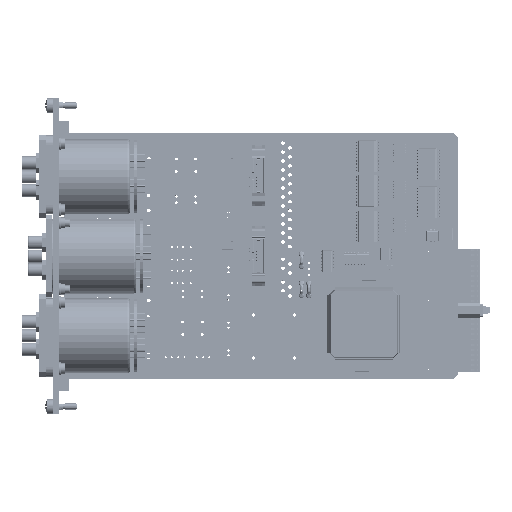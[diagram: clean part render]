
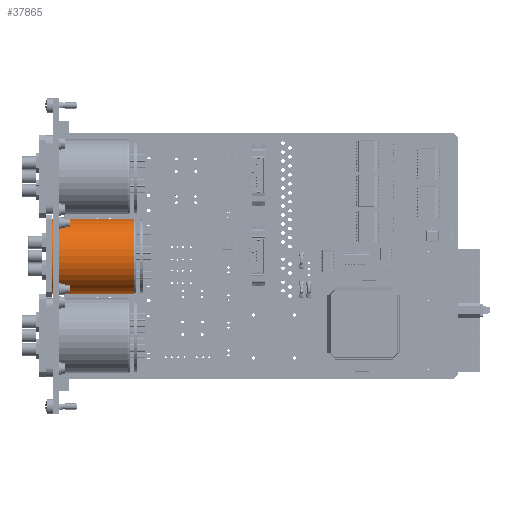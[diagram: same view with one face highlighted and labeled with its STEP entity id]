
A CAD part, top view. The second image highlights one B-rep face of the part: STEP entity #37865.
In plain terms, the highlighted cylindrical face has radius 15.25 mm (diameter 30.5 mm), a full revolution.
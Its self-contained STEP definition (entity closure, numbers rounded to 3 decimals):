
#2931 = CARTESIAN_POINT ( 'NONE',  ( -68.764, 44.966, 73.132 ) ) ;
#22841 = CIRCLE ( 'NONE', #109872, 15.25 ) ;
#35136 = ORIENTED_EDGE ( 'NONE', *, *, #36770, .T. ) ;
#35680 = ORIENTED_EDGE ( 'NONE', *, *, #104660, .T. ) ;
#36770 = EDGE_CURVE ( 'NONE', #155257, #155257, #22841, .T. ) ;
#37865 = ADVANCED_FACE ( 'NONE', ( #243925, #243909 ), #243972, .T. ) ;
#92390 = EDGE_LOOP ( 'NONE', ( #35680 ) ) ;
#92792 = EDGE_LOOP ( 'NONE', ( #35136 ) ) ;
#104660 = EDGE_CURVE ( 'NONE', #190104, #190104, #230634, .T. ) ;
#109872 = AXIS2_PLACEMENT_3D ( 'NONE', #235592, #235596, #235600 ) ;
#113786 = AXIS2_PLACEMENT_3D ( 'NONE', #243212, #243219, #243233 ) ;
#155257 = VERTEX_POINT ( 'NONE', #306191 ) ;
#158317 = CARTESIAN_POINT ( 'NONE',  ( -68.764, 44.966, 57.882 ) ) ;
#158319 = DIRECTION ( 'NONE',  ( 1., 0., 0. ) ) ;
#158321 = DIRECTION ( 'NONE',  ( 0., 0., 1. ) ) ;
#190104 = VERTEX_POINT ( 'NONE', #2931 ) ;
#230634 = CIRCLE ( 'NONE', #271540, 15.25 ) ;
#235592 = CARTESIAN_POINT ( 'NONE',  ( -35.464, 44.966, 57.882 ) ) ;
#235596 = DIRECTION ( 'NONE',  ( -1., 0., 0. ) ) ;
#235600 = DIRECTION ( 'NONE',  ( 0., 0., 1. ) ) ;
#243212 = CARTESIAN_POINT ( 'NONE',  ( -34.464, 44.966, 57.882 ) ) ;
#243219 = DIRECTION ( 'NONE',  ( -1., 0., 0. ) ) ;
#243233 = DIRECTION ( 'NONE',  ( 0., 0., -1. ) ) ;
#243909 = FACE_OUTER_BOUND ( 'NONE', #92390, .T. ) ;
#243925 = FACE_OUTER_BOUND ( 'NONE', #92792, .T. ) ;
#243972 = CYLINDRICAL_SURFACE ( 'NONE', #113786, 15.25 ) ;
#271540 = AXIS2_PLACEMENT_3D ( 'NONE', #158317, #158319, #158321 ) ;
#306191 = CARTESIAN_POINT ( 'NONE',  ( -35.464, 44.966, 73.132 ) ) ;
